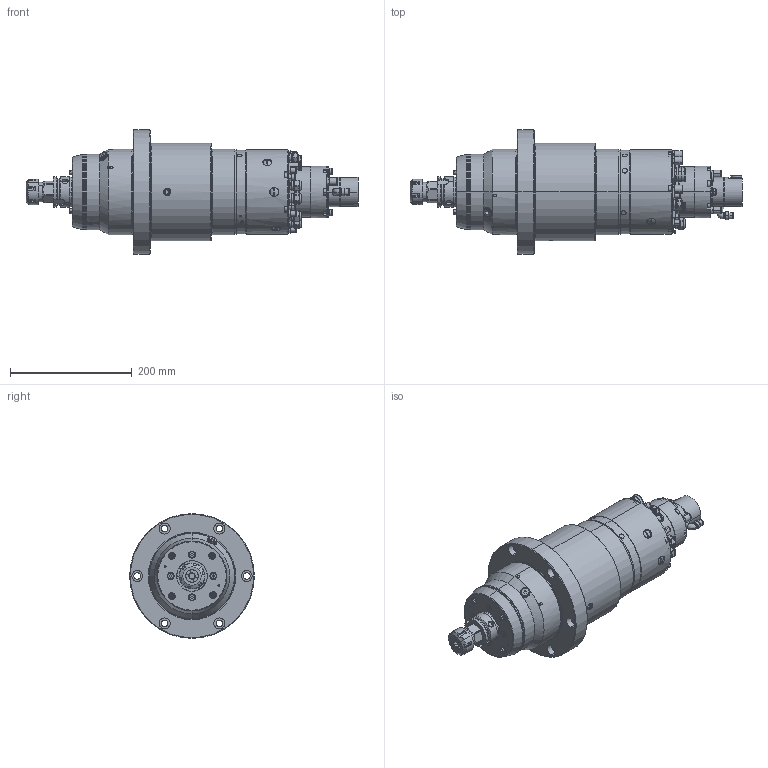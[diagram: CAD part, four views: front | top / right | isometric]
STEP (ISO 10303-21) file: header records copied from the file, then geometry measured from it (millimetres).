
FILE_DESCRIPTION (( 'STEP AP203' ), '1' );
FILE_NAME ('160AI30FHKW-00-.STEP', '2014-09-11T09:00:49', ( '' ), ( '' ), 'SwSTEP 2.0', 'SolidWorks 2014', '' );
FILE_SCHEMA (( 'CONFIG_CONTROL_DESIGN' ));
Length unit declared in the file: millimetre
Products named in the file (1): 160AI30FHKW-00-
Bounding box: 545.76 x 205 x 205 mm (x, y, z)
Surface area: 353366.3 mm2 (no closed solid volume)
Topology: 0 solids, 154 shells, 1599 faces, 4741 edges, 3308 vertices
Faces by surface type: cylinder 644, plane 611, cone 179, torus 137, sphere 16, bspline 12
Entity records: 57248 total; most frequent: CARTESIAN_POINT 13476, DIRECTION 9896, ORIENTED_EDGE 7784, EDGE_CURVE 4687, AXIS2_PLACEMENT_3D 3886, VERTEX_POINT 3296, CIRCLE 2298, VECTOR 2124
